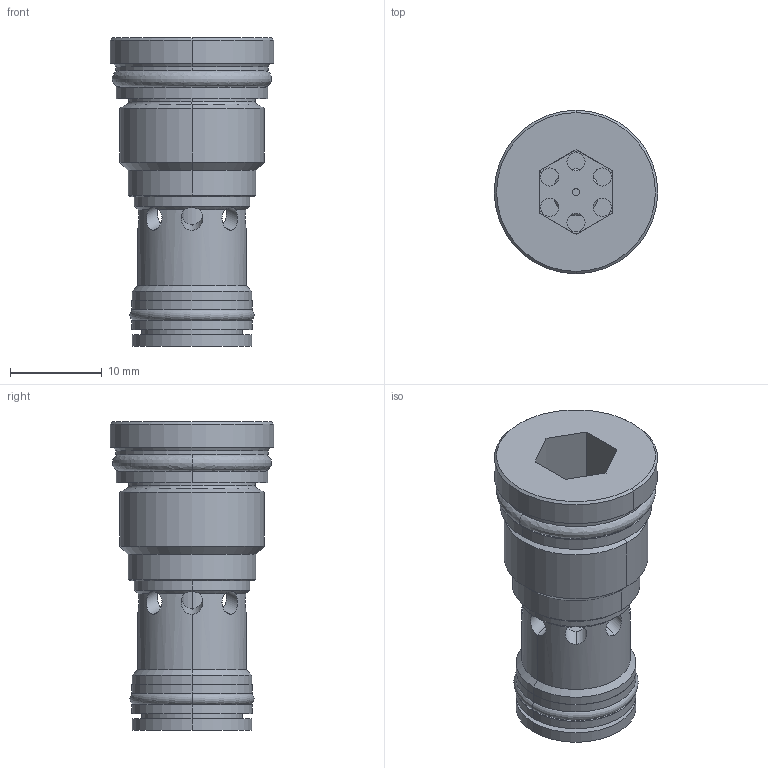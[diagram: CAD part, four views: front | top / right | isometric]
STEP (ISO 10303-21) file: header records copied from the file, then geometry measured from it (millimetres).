
FILE_DESCRIPTION((''),'2;1');
FILE_NAME('CXBM-XAN_PRT','2009-04-28T',('Administrator'),(''),'PRO/ENGINEER BY PARAMETRIC TECHNOLOGY CORPORATION, 2006240','PRO/ENGINEER BY PARAMETRIC TECHNOLOGY CORPORATION, 2006240','');
FILE_SCHEMA(('CONFIG_CONTROL_DESIGN'));
Length unit declared in the file: inch
Products named in the file (1): CXBM-XAN_PRT
Bounding box: 17.81 x 17.81 x 33.58 mm (x, y, z)
Volume: 4373.6 mm3; surface area: 3740.6 mm2
Topology: 3 solids, 3 shells, 169 faces, 422 edges, 260 vertices
Faces by surface type: cylinder 76, plane 43, cone 18, torus 16, bspline 8, revolution 8
Entity records: 20220 total; most frequent: CARTESIAN_POINT 16149, ORIENTED_EDGE 844, DIRECTION 823, EDGE_CURVE 422, AXIS2_PLACEMENT_3D 329, VERTEX_POINT 260, EDGE_LOOP 204, CIRCLE 176
